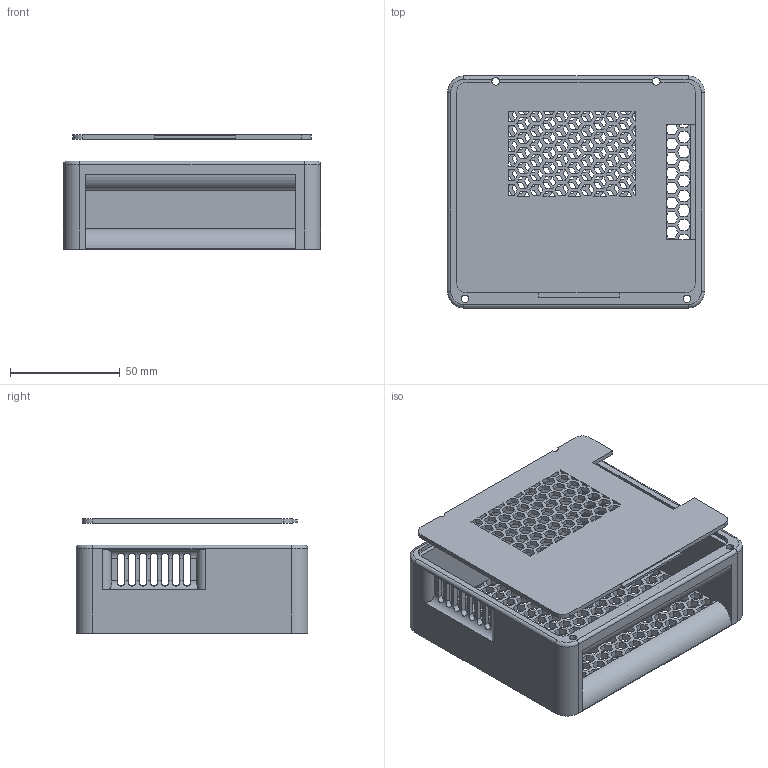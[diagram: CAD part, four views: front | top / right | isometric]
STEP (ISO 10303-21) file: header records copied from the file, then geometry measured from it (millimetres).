
FILE_DESCRIPTION(/* description */ (''),/* implementation_level */ '2;1');
FILE_NAME(/* name */ 'Jetson Enclosure(v2).step',/* time_stamp */ '2025-08-31T15:33:02+07:00',/* author */ (''),/* organization */ (''),/* preprocessor_version */ 'ST-DEVELOPER v20.1',/* originating_system */ 'Autodesk Translation Framework v14.10.0.0',/* authorisation */ '');
FILE_SCHEMA (('AUTOMOTIVE_DESIGN { 1 0 10303 214 3 1 1 }'));
Products named in the file (1): Jetson Enclosure(v2)
Bounding box: 117 x 105.52 x 52 mm (x, y, z)
Volume: 108410.8 mm3; surface area: 78288.4 mm2
Topology: 2 solids, 2 shells, 2070 faces, 6223 edges, 4146 vertices
Faces by surface type: plane 2006, cylinder 60, torus 4
Full cylindrical faces by diameter (mm): 3.5 x3
Entity records: 70523 total; most frequent: CARTESIAN_POINT 13094, ORIENTED_EDGE 12446, DIRECTION 10469, EDGE_CURVE 6223, LINE 6043, VECTOR 6043, VERTEX_POINT 4146, EDGE_LOOP 2743
